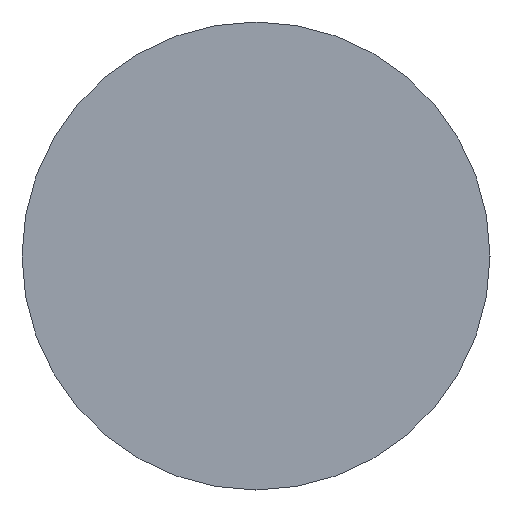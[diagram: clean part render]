
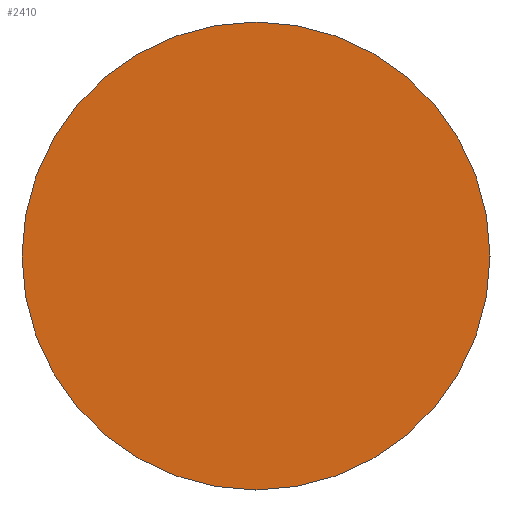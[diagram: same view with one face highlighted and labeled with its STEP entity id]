
A CAD part, left-side view. The second image highlights one B-rep face of the part: STEP entity #2410.
In plain terms, the highlighted planar face has unit normal (-1, 0, 0).
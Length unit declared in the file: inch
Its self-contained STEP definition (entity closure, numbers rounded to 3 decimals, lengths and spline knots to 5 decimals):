
#25 = AXIS2_PLACEMENT_3D ( 'NONE', #2897, #358, #1363 ) ;
#186 = PLANE ( 'NONE',  #2347 ) ;
#358 = DIRECTION ( 'NONE',  ( -1., 0., 0. ) ) ;
#419 = ORIENTED_EDGE ( 'NONE', *, *, #746, .T. ) ;
#626 = VERTEX_POINT ( 'NONE', #3303 ) ;
#634 = CIRCLE ( 'NONE', #1648, 0.5 ) ;
#746 = EDGE_CURVE ( 'NONE', #626, #1312, #634, .T. ) ;
#799 = CARTESIAN_POINT ( 'NONE',  ( 0., 0., 0.5 ) ) ;
#1137 = EDGE_LOOP ( 'NONE', ( #1435, #419 ) ) ;
#1192 = CIRCLE ( 'NONE', #25, 0.5 ) ;
#1312 = VERTEX_POINT ( 'NONE', #799 ) ;
#1363 = DIRECTION ( 'NONE',  ( 0., 0., 1. ) ) ;
#1373 = DIRECTION ( 'NONE',  ( -1., 0., 0. ) ) ;
#1435 = ORIENTED_EDGE ( 'NONE', *, *, #2715, .T. ) ;
#1588 = CARTESIAN_POINT ( 'NONE',  ( 0., 0., 0. ) ) ;
#1648 = AXIS2_PLACEMENT_3D ( 'NONE', #1588, #1373, #3182 ) ;
#1918 = DIRECTION ( 'NONE',  ( 0., 0., -1. ) ) ;
#2347 = AXIS2_PLACEMENT_3D ( 'NONE', #2701, #2996, #1918 ) ;
#2410 = ADVANCED_FACE ( 'NONE', ( #2468 ), #186, .F. ) ;
#2468 = FACE_OUTER_BOUND ( 'NONE', #1137, .T. ) ;
#2701 = CARTESIAN_POINT ( 'NONE',  ( 0., 0.5, 0. ) ) ;
#2715 = EDGE_CURVE ( 'NONE', #1312, #626, #1192, .T. ) ;
#2897 = CARTESIAN_POINT ( 'NONE',  ( 0., 0., 0. ) ) ;
#2996 = DIRECTION ( 'NONE',  ( 1., 0., 0. ) ) ;
#3182 = DIRECTION ( 'NONE',  ( 0., 0., 1. ) ) ;
#3303 = CARTESIAN_POINT ( 'NONE',  ( 0., 0., -0.5 ) ) ;
